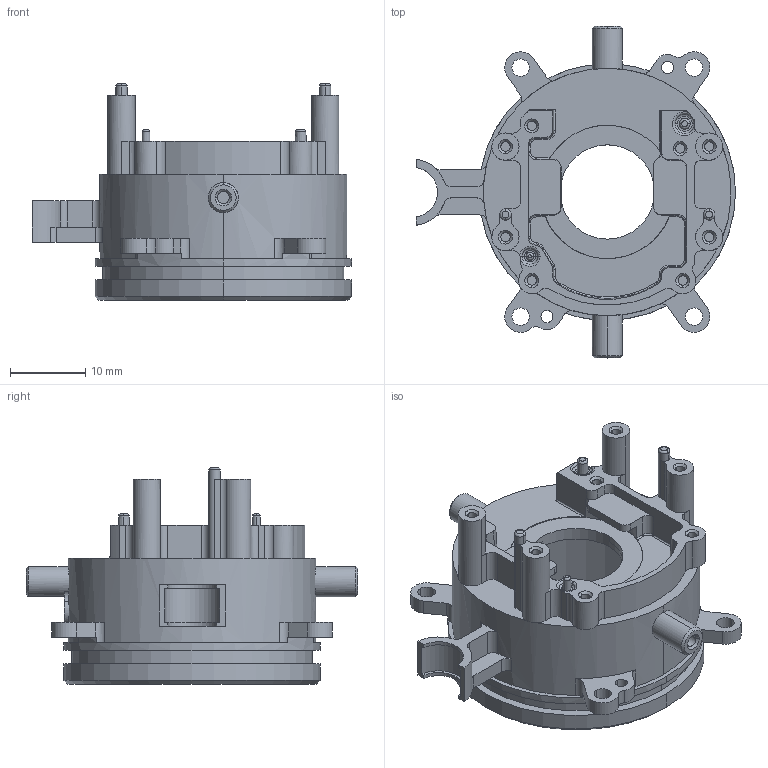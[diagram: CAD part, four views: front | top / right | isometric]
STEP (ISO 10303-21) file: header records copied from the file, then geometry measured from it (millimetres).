
FILE_DESCRIPTION((''),'2;1');
FILE_NAME('JIXINZHIJIA','2025-05-28T11:30:05',('lishuaijun5'),(''),'CREO PARAMETRIC BY PTC INC, 2020044','CREO PARAMETRIC BY PTC INC, 2020044','');
FILE_SCHEMA(('AUTOMOTIVE_DESIGN { 1 0 10303 214 1 1 1 1 }'));
Length unit declared in the file: millimetre
Products named in the file (1): JIXINZHIJIA
Bounding box: 42.3 x 44 x 28.7 mm (x, y, z)
Volume: 5335.8 mm3; surface area: 7241.2 mm2
Topology: 1 solids, 1 shells, 339 faces, 881 edges, 563 vertices
Faces by surface type: cylinder 154, plane 117, cone 39, torus 22, bspline 7
Entity records: 11701 total; most frequent: CARTESIAN_POINT 3064, DIRECTION 1882, ORIENTED_EDGE 1762, EDGE_CURVE 881, AXIS2_PLACEMENT_3D 753, VERTEX_POINT 563, CIRCLE 421, VECTOR 376
